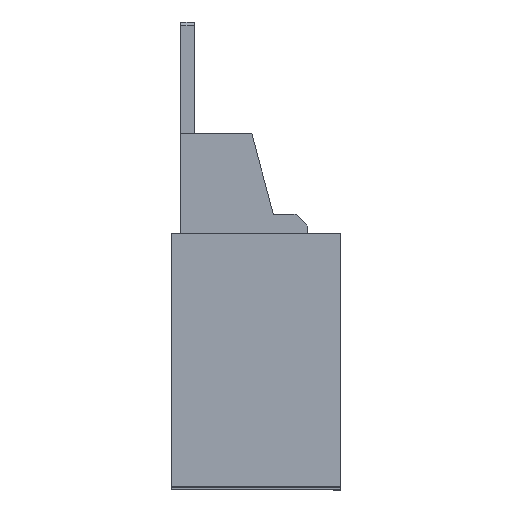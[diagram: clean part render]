
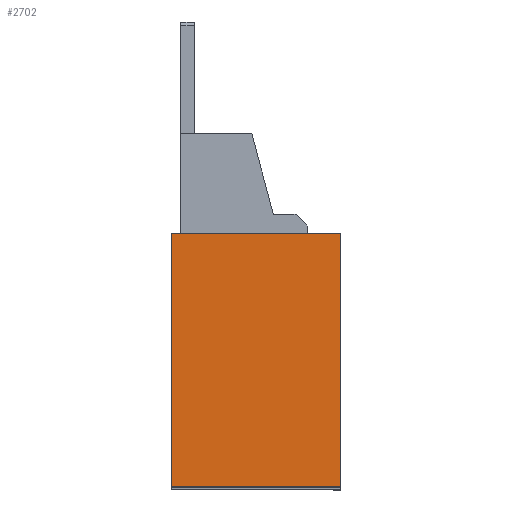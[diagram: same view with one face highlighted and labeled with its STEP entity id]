
A CAD part, top view. The second image highlights one B-rep face of the part: STEP entity #2702.
In plain terms, the highlighted planar face has unit normal (0, 0, 1).
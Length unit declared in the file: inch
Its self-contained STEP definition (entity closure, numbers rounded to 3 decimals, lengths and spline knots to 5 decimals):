
#100 = CARTESIAN_POINT ( 'NONE',  ( -0.22821, -0.78238, 2.94604 ) ) ;
#342 = VECTOR ( 'NONE', #3491, 39.37008 ) ;
#415 = CARTESIAN_POINT ( 'NONE',  ( -0.66128, -0.21545, 2.94604 ) ) ;
#511 = DIRECTION ( 'NONE',  ( 0., -1., 0. ) ) ;
#802 = CARTESIAN_POINT ( 'NONE',  ( -0.66128, -0.10128, 2.94604 ) ) ;
#905 = EDGE_CURVE ( 'NONE', #4460, #3645, #6725, .T. ) ;
#1212 = DIRECTION ( 'NONE',  ( 1., 0., 0. ) ) ;
#1571 = FACE_OUTER_BOUND ( 'NONE', #7329, .T. ) ;
#1964 = CARTESIAN_POINT ( 'NONE',  ( 0.20486, -0.10128, 2.94604 ) ) ;
#2042 = EDGE_CURVE ( 'NONE', #5621, #4397, #3545, .T. ) ;
#2158 = EDGE_CURVE ( 'NONE', #3645, #5621, #2220, .T. ) ;
#2220 = LINE ( 'NONE', #415, #7493 ) ;
#2348 = CARTESIAN_POINT ( 'NONE',  ( 0.20486, -1.39655, 2.94604 ) ) ;
#2467 = ORIENTED_EDGE ( 'NONE', *, *, #905, .F. ) ;
#2470 = LINE ( 'NONE', #2348, #4814 ) ;
#2502 = VECTOR ( 'NONE', #2968, 39.37008 ) ;
#2702 = ADVANCED_FACE ( 'NONE', ( #1571 ), #6050, .T. ) ;
#2968 = DIRECTION ( 'NONE',  ( -1., 0., 0. ) ) ;
#3222 = CARTESIAN_POINT ( 'NONE',  ( -0.66128, -1.39655, 2.94604 ) ) ;
#3491 = DIRECTION ( 'NONE',  ( 1., 0., 0. ) ) ;
#3545 = LINE ( 'NONE', #5901, #342 ) ;
#3645 = VERTEX_POINT ( 'NONE', #3222 ) ;
#3925 = ORIENTED_EDGE ( 'NONE', *, *, #2158, .F. ) ;
#4397 = VERTEX_POINT ( 'NONE', #1964 ) ;
#4460 = VERTEX_POINT ( 'NONE', #6874 ) ;
#4814 = VECTOR ( 'NONE', #511, 39.37008 ) ;
#4926 = ORIENTED_EDGE ( 'NONE', *, *, #5922, .F. ) ;
#5456 = CARTESIAN_POINT ( 'NONE',  ( -0.61404, -1.39655, 2.94604 ) ) ;
#5621 = VERTEX_POINT ( 'NONE', #802 ) ;
#5901 = CARTESIAN_POINT ( 'NONE',  ( -0.22821, -0.10128, 2.94604 ) ) ;
#5922 = EDGE_CURVE ( 'NONE', #4397, #4460, #2470, .T. ) ;
#6050 = PLANE ( 'NONE',  #7051 ) ;
#6174 = DIRECTION ( 'NONE',  ( 0., 0., 1. ) ) ;
#6725 = LINE ( 'NONE', #5456, #2502 ) ;
#6874 = CARTESIAN_POINT ( 'NONE',  ( 0.20486, -1.39655, 2.94604 ) ) ;
#6952 = ORIENTED_EDGE ( 'NONE', *, *, #2042, .F. ) ;
#7051 = AXIS2_PLACEMENT_3D ( 'NONE', #100, #6174, #1212 ) ;
#7164 = DIRECTION ( 'NONE',  ( 0., 1., 0. ) ) ;
#7329 = EDGE_LOOP ( 'NONE', ( #2467, #4926, #6952, #3925 ) ) ;
#7493 = VECTOR ( 'NONE', #7164, 39.37008 ) ;
